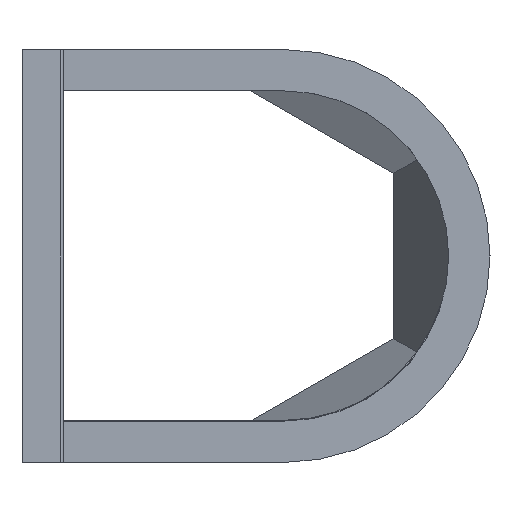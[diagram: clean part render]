
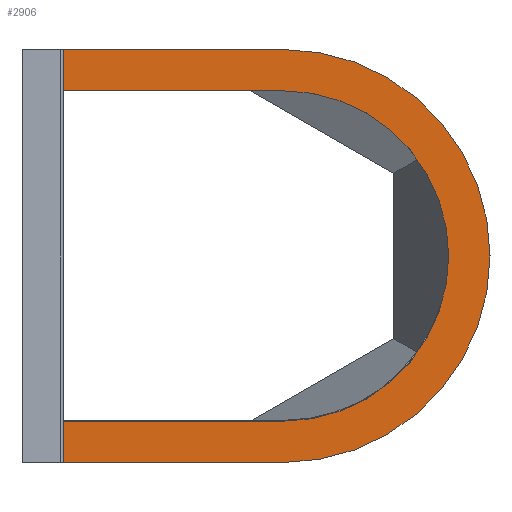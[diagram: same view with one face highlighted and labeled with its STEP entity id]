
A CAD part, left-side view. The second image highlights one B-rep face of the part: STEP entity #2906.
In plain terms, the highlighted planar face has unit normal (-1, 0, 0).
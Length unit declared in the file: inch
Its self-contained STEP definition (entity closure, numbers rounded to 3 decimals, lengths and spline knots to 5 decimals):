
#3 = VERTEX_POINT ( 'NONE', #2036 ) ;
#68 = EDGE_CURVE ( 'NONE', #2415, #3, #839, .T. ) ;
#111 = VECTOR ( 'NONE', #3220, 39.37008 ) ;
#113 = LINE ( 'NONE', #1381, #2478 ) ;
#320 = DIRECTION ( 'NONE',  ( 0., 0., -1. ) ) ;
#353 = AXIS2_PLACEMENT_3D ( 'NONE', #1024, #2533, #513 ) ;
#399 = DIRECTION ( 'NONE',  ( 0., -1., 0. ) ) ;
#465 = VERTEX_POINT ( 'NONE', #1765 ) ;
#513 = DIRECTION ( 'NONE',  ( 0., 0., -1. ) ) ;
#566 = EDGE_LOOP ( 'NONE', ( #1680, #2515, #2809, #1454, #2803, #3199, #874, #1491 ) ) ;
#569 = PLANE ( 'NONE',  #3209 ) ;
#616 = EDGE_CURVE ( 'NONE', #1877, #3, #2957, .T. ) ;
#618 = VECTOR ( 'NONE', #1605, 39.37008 ) ;
#620 = EDGE_CURVE ( 'NONE', #3246, #3192, #1444, .T. ) ;
#693 = VECTOR ( 'NONE', #399, 39.37008 ) ;
#696 = EDGE_CURVE ( 'NONE', #465, #2415, #1963, .T. ) ;
#715 = EDGE_CURVE ( 'NONE', #2974, #1877, #113, .T. ) ;
#812 = CIRCLE ( 'NONE', #2070, 7.5 ) ;
#813 = CARTESIAN_POINT ( 'NONE',  ( -24.5, 6., 7.5 ) ) ;
#839 = LINE ( 'NONE', #1572, #618 ) ;
#874 = ORIENTED_EDGE ( 'NONE', *, *, #2221, .F. ) ;
#878 = DIRECTION ( 'NONE',  ( 0., 1., 0. ) ) ;
#900 = DIRECTION ( 'NONE',  ( 0., 0., 1. ) ) ;
#947 = CARTESIAN_POINT ( 'NONE',  ( -24.5, 6., -7.5 ) ) ;
#1024 = CARTESIAN_POINT ( 'NONE',  ( -24.5, 6., 0. ) ) ;
#1045 = CARTESIAN_POINT ( 'NONE',  ( -24.5, 14., -7.5 ) ) ;
#1172 = LINE ( 'NONE', #1929, #2830 ) ;
#1216 = CARTESIAN_POINT ( 'NONE',  ( -24.5, 14., 6. ) ) ;
#1328 = EDGE_CURVE ( 'NONE', #3192, #2974, #812, .T. ) ;
#1381 = CARTESIAN_POINT ( 'NONE',  ( -24.5, 6., -7.5 ) ) ;
#1436 = DIRECTION ( 'NONE',  ( 0., -1., 0. ) ) ;
#1444 = LINE ( 'NONE', #1700, #693 ) ;
#1454 = ORIENTED_EDGE ( 'NONE', *, *, #715, .F. ) ;
#1491 = ORIENTED_EDGE ( 'NONE', *, *, #3063, .T. ) ;
#1572 = CARTESIAN_POINT ( 'NONE',  ( -24.5, 6., -6. ) ) ;
#1600 = CARTESIAN_POINT ( 'NONE',  ( -24.5, 6., 0. ) ) ;
#1605 = DIRECTION ( 'NONE',  ( 0., 1., 0. ) ) ;
#1680 = ORIENTED_EDGE ( 'NONE', *, *, #696, .T. ) ;
#1700 = CARTESIAN_POINT ( 'NONE',  ( -24.5, 14., 7.5 ) ) ;
#1732 = CARTESIAN_POINT ( 'NONE',  ( -24.5, 6., 0. ) ) ;
#1765 = CARTESIAN_POINT ( 'NONE',  ( -24.5, 6., 6. ) ) ;
#1781 = DIRECTION ( 'NONE',  ( 0., 0., -1. ) ) ;
#1877 = VERTEX_POINT ( 'NONE', #1045 ) ;
#1929 = CARTESIAN_POINT ( 'NONE',  ( -24.5, 14., 6. ) ) ;
#1963 = CIRCLE ( 'NONE', #353, 6. ) ;
#2032 = VECTOR ( 'NONE', #900, 39.37008 ) ;
#2036 = CARTESIAN_POINT ( 'NONE',  ( -24.5, 14., -6. ) ) ;
#2070 = AXIS2_PLACEMENT_3D ( 'NONE', #1732, #2223, #1781 ) ;
#2108 = VERTEX_POINT ( 'NONE', #3031 ) ;
#2112 = CARTESIAN_POINT ( 'NONE',  ( -24.5, 14., 7.5 ) ) ;
#2147 = CARTESIAN_POINT ( 'NONE',  ( -24.5, 14., 6. ) ) ;
#2221 = EDGE_CURVE ( 'NONE', #2108, #3246, #2387, .T. ) ;
#2223 = DIRECTION ( 'NONE',  ( 1., 0., 0. ) ) ;
#2387 = LINE ( 'NONE', #2147, #2032 ) ;
#2415 = VERTEX_POINT ( 'NONE', #3176 ) ;
#2478 = VECTOR ( 'NONE', #878, 39.37008 ) ;
#2515 = ORIENTED_EDGE ( 'NONE', *, *, #68, .T. ) ;
#2533 = DIRECTION ( 'NONE',  ( 1., 0., 0. ) ) ;
#2591 = DIRECTION ( 'NONE',  ( 1., 0., 0. ) ) ;
#2803 = ORIENTED_EDGE ( 'NONE', *, *, #1328, .F. ) ;
#2809 = ORIENTED_EDGE ( 'NONE', *, *, #616, .F. ) ;
#2830 = VECTOR ( 'NONE', #1436, 39.37008 ) ;
#2906 = ADVANCED_FACE ( 'NONE', ( #3057 ), #569, .F. ) ;
#2957 = LINE ( 'NONE', #1216, #111 ) ;
#2974 = VERTEX_POINT ( 'NONE', #947 ) ;
#3031 = CARTESIAN_POINT ( 'NONE',  ( -24.5, 14., 6. ) ) ;
#3057 = FACE_OUTER_BOUND ( 'NONE', #566, .T. ) ;
#3063 = EDGE_CURVE ( 'NONE', #2108, #465, #1172, .T. ) ;
#3176 = CARTESIAN_POINT ( 'NONE',  ( -24.5, 6., -6. ) ) ;
#3192 = VERTEX_POINT ( 'NONE', #813 ) ;
#3199 = ORIENTED_EDGE ( 'NONE', *, *, #620, .F. ) ;
#3209 = AXIS2_PLACEMENT_3D ( 'NONE', #1600, #2591, #320 ) ;
#3220 = DIRECTION ( 'NONE',  ( 0., 0., 1. ) ) ;
#3246 = VERTEX_POINT ( 'NONE', #2112 ) ;
